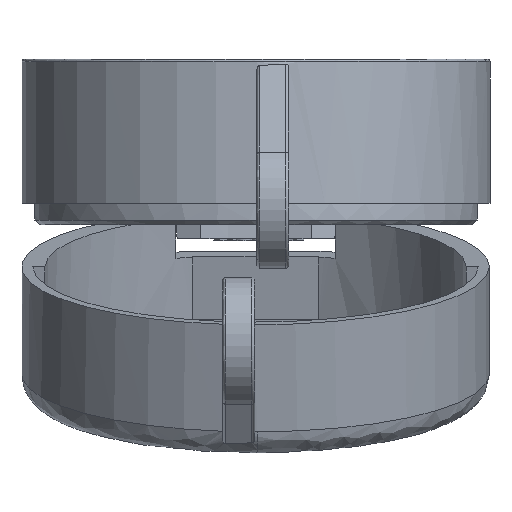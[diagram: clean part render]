
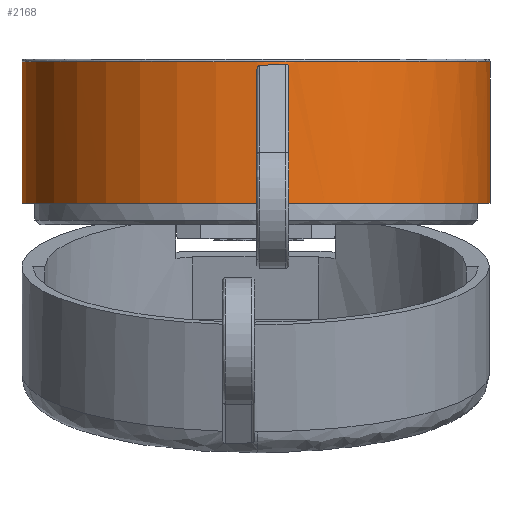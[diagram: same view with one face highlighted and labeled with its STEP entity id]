
A CAD part, front view. The second image highlights one B-rep face of the part: STEP entity #2168.
In plain terms, the highlighted cylindrical face has radius 25 mm (diameter 50 mm), a partial arc.
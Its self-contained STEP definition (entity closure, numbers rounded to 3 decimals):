
#51 = CARTESIAN_POINT ( 'NONE',  ( 3.365, -24.773, 0.339 ) ) ;
#622 = ORIENTED_EDGE ( 'NONE', *, *, #3579, .F. ) ;
#1872 = ORIENTED_EDGE ( 'NONE', *, *, #26459, .T. ) ;
#2168 = ADVANCED_FACE ( 'NONE', ( #29527 ), #20333, .T. ) ;
#2359 = VERTEX_POINT ( 'NONE', #4683 ) ;
#2374 = ORIENTED_EDGE ( 'NONE', *, *, #29660, .F. ) ;
#3128 = CARTESIAN_POINT ( 'NONE',  ( 0., 0., -14.5 ) ) ;
#3402 = ORIENTED_EDGE ( 'NONE', *, *, #19937, .F. ) ;
#3502 = CARTESIAN_POINT ( 'NONE',  ( 0.1, -25., -14.56 ) ) ;
#3579 = EDGE_CURVE ( 'NONE', #2359, #23660, #27292, .T. ) ;
#3756 = EDGE_CURVE ( 'NONE', #9859, #5237, #27889, .T. ) ;
#3786 = CARTESIAN_POINT ( 'NONE',  ( 25., 0., -14.5 ) ) ;
#4682 = CARTESIAN_POINT ( 'NONE',  ( 3.477, -24.757, 0.206 ) ) ;
#4683 = CARTESIAN_POINT ( 'NONE',  ( -25., 0., 0.6 ) ) ;
#4782 = CARTESIAN_POINT ( 'NONE',  ( 3.287, -24.783, 0.377 ) ) ;
#4933 = ORIENTED_EDGE ( 'NONE', *, *, #8586, .T. ) ;
#4985 = CIRCLE ( 'NONE', #18708, 25. ) ;
#5237 = VERTEX_POINT ( 'NONE', #10372 ) ;
#5649 = LINE ( 'NONE', #15471, #29192 ) ;
#6390 = CARTESIAN_POINT ( 'NONE',  ( 3.5, -24.754, 0.031 ) ) ;
#6548 = DIRECTION ( 'NONE',  ( 1., 0., 0. ) ) ;
#7094 = CARTESIAN_POINT ( 'NONE',  ( 3.2, -24.794, 0.38 ) ) ;
#7476 = DIRECTION ( 'NONE',  ( 0., 0., 1. ) ) ;
#7740 =( BOUNDED_CURVE ( )  B_SPLINE_CURVE ( 3, ( #11861, #25826, #28607, #28782 ),
 .UNSPECIFIED., .F., .F. ) 
 B_SPLINE_CURVE_WITH_KNOTS ( ( 4, 4 ),
 ( 3.158, 3.27 ),
 .UNSPECIFIED. ) 
 CURVE ( )  GEOMETRIC_REPRESENTATION_ITEM ( )  RATIONAL_B_SPLINE_CURVE ( ( 1., 0.999, 0.999, 1. ) ) 
 REPRESENTATION_ITEM ( '' )  );
#7761 = VERTEX_POINT ( 'NONE', #3786 ) ;
#7895 = LINE ( 'NONE', #3502, #26029 ) ;
#8223 = AXIS2_PLACEMENT_3D ( 'NONE', #13423, #28577, #22228 ) ;
#8275 = CARTESIAN_POINT ( 'NONE',  ( 0., 0., 0.6 ) ) ;
#8586 = EDGE_CURVE ( 'NONE', #17106, #10915, #7740, .T. ) ;
#8688 = ORIENTED_EDGE ( 'NONE', *, *, #27948, .T. ) ;
#9109 = VERTEX_POINT ( 'NONE', #6390 ) ;
#9652 = DIRECTION ( 'NONE',  ( 1., 0.005, 0. ) ) ;
#9801 = DIRECTION ( 'NONE',  ( 0., 0., 1. ) ) ;
#9859 = VERTEX_POINT ( 'NONE', #19529 ) ;
#9936 = CARTESIAN_POINT ( 'NONE',  ( 25., 0., -14.56 ) ) ;
#10372 = CARTESIAN_POINT ( 'NONE',  ( 0.1, -25., -14.5 ) ) ;
#10421 = CARTESIAN_POINT ( 'NONE',  ( 3.5, -24.754, -14.5 ) ) ;
#10791 = ORIENTED_EDGE ( 'NONE', *, *, #21709, .F. ) ;
#10851 = CARTESIAN_POINT ( 'NONE',  ( -25., -0.128, 0.6 ) ) ;
#10915 = VERTEX_POINT ( 'NONE', #16559 ) ;
#10950 = ORIENTED_EDGE ( 'NONE', *, *, #23715, .T. ) ;
#11154 = B_SPLINE_CURVE_WITH_KNOTS ( 'NONE', 3,
 ( #30137, #30172, #29632, #29231, #27840, #27802 ),
 .UNSPECIFIED., .F., .F.,
 ( 4, 2, 4 ),
 ( 0., 0., 0.001 ),
 .UNSPECIFIED. ) ;
#11836 = CARTESIAN_POINT ( 'NONE',  ( 0.4, -24.997, 0.222 ) ) ;
#11861 = CARTESIAN_POINT ( 'NONE',  ( 0.4, -24.997, 0.222 ) ) ;
#12406 = DIRECTION ( 'NONE',  ( 0., 0., 1. ) ) ;
#12501 = CARTESIAN_POINT ( 'NONE',  ( 0., 0., 0.6 ) ) ;
#12755 = VERTEX_POINT ( 'NONE', #30310 ) ;
#13408 = LINE ( 'NONE', #30091, #26031 ) ;
#13423 = CARTESIAN_POINT ( 'NONE',  ( 0., 0., -14.5 ) ) ;
#13527 = ORIENTED_EDGE ( 'NONE', *, *, #21044, .T. ) ;
#13939 = ORIENTED_EDGE ( 'NONE', *, *, #27171, .F. ) ;
#14850 = DIRECTION ( 'NONE',  ( 1., 0., 0. ) ) ;
#14939 = B_SPLINE_CURVE_WITH_KNOTS ( 'NONE', 3,
 ( #25012, #28232, #4682, #16328, #51, #4782, #21268, #7094 ),
 .UNSPECIFIED., .F., .F.,
 ( 4, 2, 2, 4 ),
 ( 0., 0., 0., 0.001 ),
 .UNSPECIFIED. ) ;
#15471 = CARTESIAN_POINT ( 'NONE',  ( -25., 0., -14.56 ) ) ;
#15523 = AXIS2_PLACEMENT_3D ( 'NONE', #3128, #22971, #14850 ) ;
#15550 = CARTESIAN_POINT ( 'NONE',  ( 0., 0., -14.56 ) ) ;
#15995 = AXIS2_PLACEMENT_3D ( 'NONE', #8275, #24929, #9652 ) ;
#16328 = CARTESIAN_POINT ( 'NONE',  ( 3.398, -24.768, 0.31 ) ) ;
#16559 = CARTESIAN_POINT ( 'NONE',  ( 3.2, -24.794, 0.38 ) ) ;
#17100 = DIRECTION ( 'NONE',  ( 0., 0., -1. ) ) ;
#17106 = VERTEX_POINT ( 'NONE', #11836 ) ;
#17221 = CIRCLE ( 'NONE', #8223, 25. ) ;
#18658 = AXIS2_PLACEMENT_3D ( 'NONE', #15550, #9801, #6548 ) ;
#18708 = AXIS2_PLACEMENT_3D ( 'NONE', #12501, #12406, #26687 ) ;
#19411 = VECTOR ( 'NONE', #7476, 1000. ) ;
#19529 = CARTESIAN_POINT ( 'NONE',  ( -25., 0., -14.5 ) ) ;
#19937 = EDGE_CURVE ( 'NONE', #17106, #12755, #11154, .T. ) ;
#20260 = DIRECTION ( 'NONE',  ( 0., 0., 1. ) ) ;
#20333 = CYLINDRICAL_SURFACE ( 'NONE', #18658, 25. ) ;
#21044 = EDGE_CURVE ( 'NONE', #5237, #12755, #7895, .T. ) ;
#21268 = CARTESIAN_POINT ( 'NONE',  ( 3.243, -24.789, 0.385 ) ) ;
#21709 = EDGE_CURVE ( 'NONE', #9859, #2359, #5649, .T. ) ;
#22228 = DIRECTION ( 'NONE',  ( 1., 0., 0. ) ) ;
#22971 = DIRECTION ( 'NONE',  ( 0., 0., 1. ) ) ;
#23660 = VERTEX_POINT ( 'NONE', #10851 ) ;
#23715 = EDGE_CURVE ( 'NONE', #7761, #26910, #25780, .T. ) ;
#24824 = DIRECTION ( 'NONE',  ( 0., 0., 1. ) ) ;
#24929 = DIRECTION ( 'NONE',  ( 0., 0., 1. ) ) ;
#25012 = CARTESIAN_POINT ( 'NONE',  ( 3.5, -24.754, 0.031 ) ) ;
#25780 = LINE ( 'NONE', #9936, #19411 ) ;
#25826 = CARTESIAN_POINT ( 'NONE',  ( 1.337, -24.982, 0.234 ) ) ;
#26029 = VECTOR ( 'NONE', #24824, 1000. ) ;
#26031 = VECTOR ( 'NONE', #17100, 1000. ) ;
#26459 = EDGE_CURVE ( 'NONE', #9109, #27861, #13408, .T. ) ;
#26687 = DIRECTION ( 'NONE',  ( 1., 0.005, 0. ) ) ;
#26910 = VERTEX_POINT ( 'NONE', #29514 ) ;
#27171 = EDGE_CURVE ( 'NONE', #9109, #10915, #14939, .T. ) ;
#27292 = CIRCLE ( 'NONE', #15995, 25. ) ;
#27462 = ORIENTED_EDGE ( 'NONE', *, *, #3756, .T. ) ;
#27802 = CARTESIAN_POINT ( 'NONE',  ( 0.1, -25., -0.161 ) ) ;
#27840 = CARTESIAN_POINT ( 'NONE',  ( 0.1, -25., -0.071 ) ) ;
#27861 = VERTEX_POINT ( 'NONE', #10421 ) ;
#27889 = CIRCLE ( 'NONE', #15523, 25. ) ;
#27948 = EDGE_CURVE ( 'NONE', #27861, #7761, #17221, .T. ) ;
#28232 = CARTESIAN_POINT ( 'NONE',  ( 3.5, -24.754, 0.119 ) ) ;
#28577 = DIRECTION ( 'NONE',  ( 0., 0., 1. ) ) ;
#28607 = CARTESIAN_POINT ( 'NONE',  ( 2.271, -24.914, 0.287 ) ) ;
#28782 = CARTESIAN_POINT ( 'NONE',  ( 3.2, -24.794, 0.38 ) ) ;
#29192 = VECTOR ( 'NONE', #20260, 1000. ) ;
#29231 = CARTESIAN_POINT ( 'NONE',  ( 0.124, -25., 0.019 ) ) ;
#29514 = CARTESIAN_POINT ( 'NONE',  ( 25., 0., 0.6 ) ) ;
#29527 = FACE_OUTER_BOUND ( 'NONE', #30201, .T. ) ;
#29632 = CARTESIAN_POINT ( 'NONE',  ( 0.228, -24.999, 0.166 ) ) ;
#29660 = EDGE_CURVE ( 'NONE', #23660, #26910, #4985, .T. ) ;
#30091 = CARTESIAN_POINT ( 'NONE',  ( 3.5, -24.754, -14.56 ) ) ;
#30137 = CARTESIAN_POINT ( 'NONE',  ( 0.4, -24.997, 0.222 ) ) ;
#30172 = CARTESIAN_POINT ( 'NONE',  ( 0.309, -24.998, 0.221 ) ) ;
#30201 = EDGE_LOOP ( 'NONE', ( #10791, #27462, #13527, #3402, #4933, #13939, #1872, #8688, #10950, #2374, #622 ) ) ;
#30310 = CARTESIAN_POINT ( 'NONE',  ( 0.1, -25., -0.161 ) ) ;
